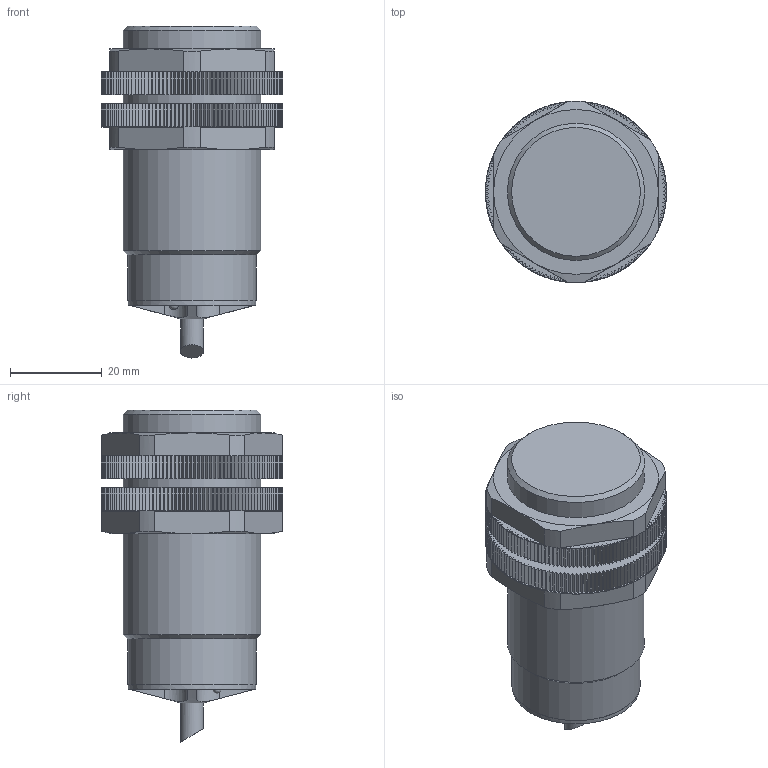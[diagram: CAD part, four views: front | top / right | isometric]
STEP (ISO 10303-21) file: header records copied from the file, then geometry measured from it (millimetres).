
FILE_DESCRIPTION(/* description */ ('STEP AP214'),/* implementation_level */ '2;1');
FILE_NAME(/* name */ '538339_SIED-M30NB-ZS-K-L-PA',/* time_stamp */ '2024-09-15T04:29:50+02:00',/* author */ ('License CC BY-ND 4.0'),/* organization */ ('CADENAS'),/* preprocessor_version */ 'ST-DEVELOPER v19.3',/* originating_system */ 'PARTsolutions',/* authorisation */ ' ');
FILE_SCHEMA (('AUTOMOTIVE_DESIGN {1 0 10303 214 3 1 1}'));
Length unit declared in the file: millimetre
Products named in the file (3): 538339 SIED-M30NB-ZS-K-L-PA; 538339 SIED-M30NB-ZS-K-L-PA_1; 538339 SIED-M30NB-ZS-K-L-PA_2
Assembly tree (3 placements, depth 2):
  538339 SIED-M30NB-ZS-K-L-PA
    538339 SIED-M30NB-ZS-K-L-PA_1
    538339 SIED-M30NB-ZS-K-L-PA_2  x2
Bounding box: 39.6 x 39.6 x 72.56 mm (x, y, z)
Volume: 52692.2 mm3; surface area: 14797.6 mm2
Topology: 3 solids, 3 shells, 917 faces, 2142 edges, 1231 vertices
Faces by surface type: plane 883, cone 19, cylinder 14, sphere 1
Full cylindrical faces by diameter (mm): 5 x1, 27.84 x1, 28.16 x1, 28.376 x2, 30 x1, 39.6 x2
Entity records: 12969 total; most frequent: CARTESIAN_POINT 2273, DIRECTION 2197, ORIENTED_EDGE 2168, EDGE_CURVE 1084, LINE 875, VECTOR 875, AXIS2_PLACEMENT_3D 661, VERTEX_POINT 629
